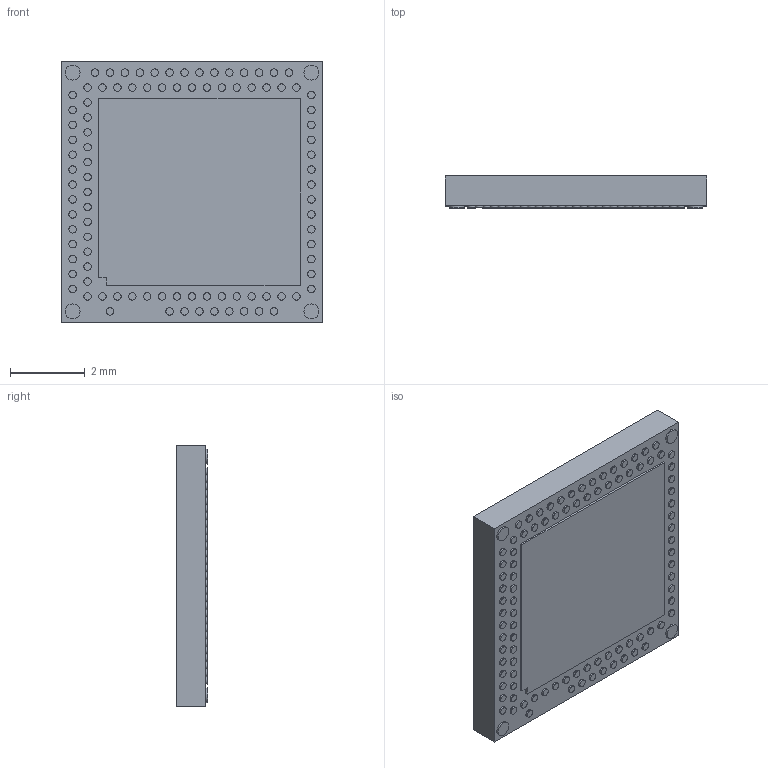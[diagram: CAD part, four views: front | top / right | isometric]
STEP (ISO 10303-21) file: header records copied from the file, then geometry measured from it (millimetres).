
FILE_DESCRIPTION (( 'STEP AP214' ), '1' );
FILE_NAME ('NRF5340-QKAA-R7.STEP', '2023-01-19T05:59:34', ( '' ), ( '' ), 'SwSTEP 2.0', 'SolidWorks 2021', '' );
FILE_SCHEMA (( 'AUTOMOTIVE_DESIGN' ));
Length unit declared in the file: millimetre
Products named in the file (1): NRF5340-QKAA-R7
Bounding box: 7 x 0.85 x 7 mm (x, y, z)
Volume: 40.7 mm3; surface area: 186 mm2
Topology: 101 solids, 101 shells, 413 faces, 630 edges, 420 vertices
Faces by surface type: plane 213, cylinder 200
Entity records: 10298 total; most frequent: DIRECTION 1858, CARTESIAN_POINT 1464, ORIENTED_EDGE 1260, AXIS2_PLACEMENT_3D 814, EDGE_CURVE 630, VERTEX_POINT 420, EDGE_LOOP 414, ADVANCED_FACE 413
